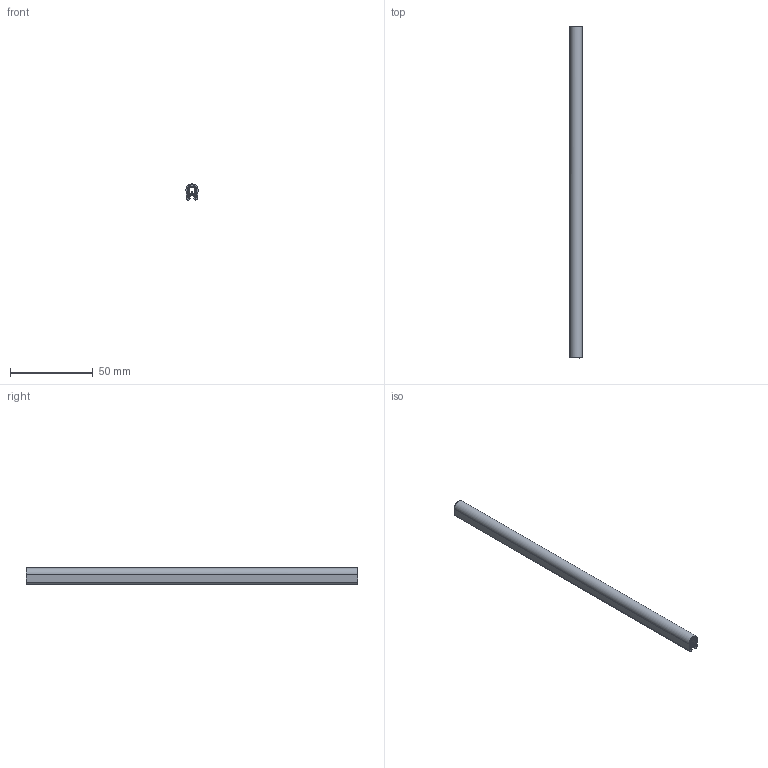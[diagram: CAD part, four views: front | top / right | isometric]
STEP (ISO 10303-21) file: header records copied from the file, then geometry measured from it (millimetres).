
FILE_DESCRIPTION((''),'2;1');
FILE_NAME('','2011-05-26T16:04:46',(''),(''),'','CADfix','');
FILE_SCHEMA(('AUTOMOTIVE_DESIGN { 1 0 10303 214 1 1 1 1 }'));
Length unit declared in the file: millimetre
Bounding box: 7.37 x 200 x 9.74 mm (x, y, z)
Volume: 8573.7 mm3; surface area: 25617.5 mm2
Topology: 2 solids, 2 shells, 42 faces, 114 edges, 76 vertices
Faces by surface type: bspline 42
Entity records: 1581 total; most frequent: CARTESIAN_POINT 878, ORIENTED_EDGE 228, EDGE_CURVE 114, VERTEX_POINT 76, QUASI_UNIFORM_CURVE 70, EDGE_LOOP 44, FACE_OUTER_BOUND 42, ADVANCED_FACE 42
